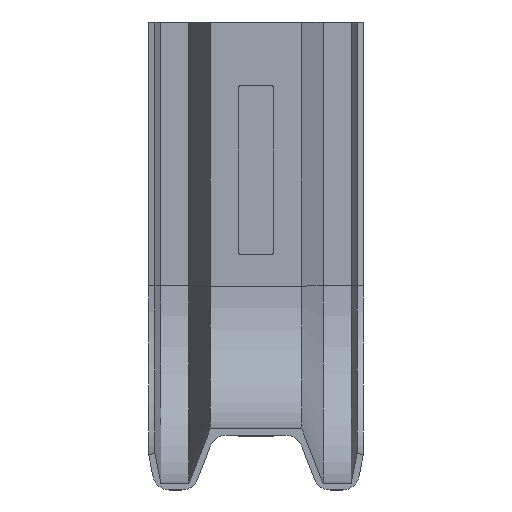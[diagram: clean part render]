
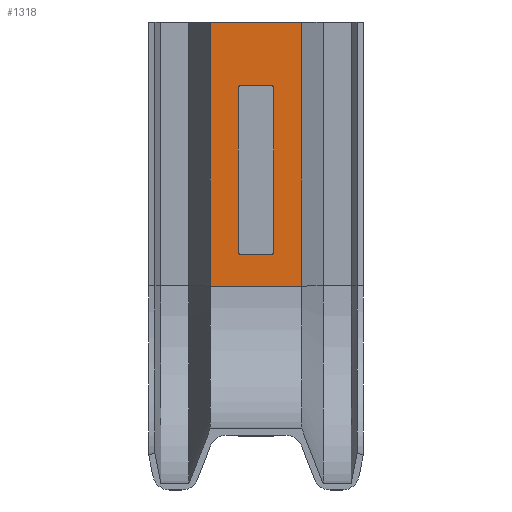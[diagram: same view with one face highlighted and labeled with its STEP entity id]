
A CAD part, front view. The second image highlights one B-rep face of the part: STEP entity #1318.
In plain terms, the highlighted planar face has unit normal (0, -1, -0.012).
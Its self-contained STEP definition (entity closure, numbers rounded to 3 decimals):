
#102=FACE_OUTER_BOUND('',#176,.T.);
#176=EDGE_LOOP('',(#1117,#1118,#1119,#1120));
#243=LINE('',#2082,#375);
#305=LINE('',#2254,#437);
#306=LINE('',#2257,#438);
#307=LINE('',#2258,#439);
#375=VECTOR('',#1634,1.);
#437=VECTOR('',#1816,1.);
#438=VECTOR('',#1819,1.);
#439=VECTOR('',#1820,1.);
#609=VERTEX_POINT('',#2079);
#610=VERTEX_POINT('',#2081);
#660=VERTEX_POINT('',#2252);
#661=VERTEX_POINT('',#2256);
#748=EDGE_CURVE('',#609,#610,#243,.T.);
#835=EDGE_CURVE('',#660,#610,#305,.T.);
#836=EDGE_CURVE('',#661,#660,#306,.T.);
#837=EDGE_CURVE('',#661,#609,#307,.T.);
#1117=ORIENTED_EDGE('',*,*,#836,.T.);
#1118=ORIENTED_EDGE('',*,*,#835,.T.);
#1119=ORIENTED_EDGE('',*,*,#748,.F.);
#1120=ORIENTED_EDGE('',*,*,#837,.F.);
#1256=PLANE('',#1465);
#1318=ADVANCED_FACE('',(#102),#1256,.T.);
#1465=AXIS2_PLACEMENT_3D('',#2255,#1817,#1818);
#1634=DIRECTION('',(1.,0.,0.));
#1816=DIRECTION('',(0.,-0.012,1.));
#1817=DIRECTION('center_axis',(0.,-1.,
-0.012));
#1818=DIRECTION('ref_axis',(1.,0.,0.));
#1819=DIRECTION('',(1.,0.,0.));
#1820=DIRECTION('',(0.,-0.012,1.));
#2079=CARTESIAN_POINT('',(158.044,86.07,55.399));
#2081=CARTESIAN_POINT('',(179.816,86.07,55.399));
#2082=CARTESIAN_POINT('',(179.816,86.07,55.399));
#2252=CARTESIAN_POINT('',(179.816,86.835,-7.166));
#2254=CARTESIAN_POINT('',(179.816,86.835,-7.166));
#2255=CARTESIAN_POINT('Origin',(158.044,86.835,-7.166));
#2256=CARTESIAN_POINT('',(158.044,86.835,-7.166));
#2257=CARTESIAN_POINT('',(179.816,86.835,-7.166));
#2258=CARTESIAN_POINT('',(158.044,86.835,-7.166));
